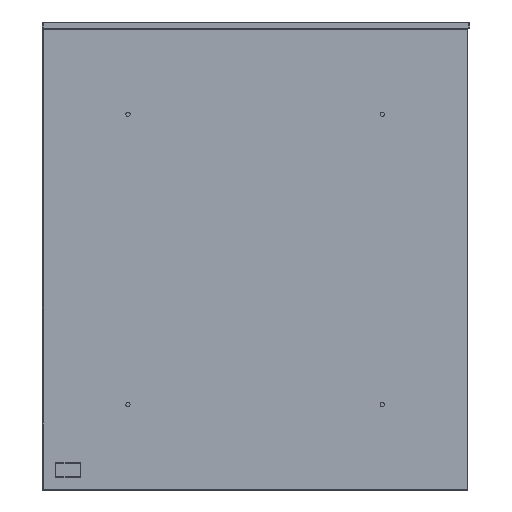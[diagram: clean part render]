
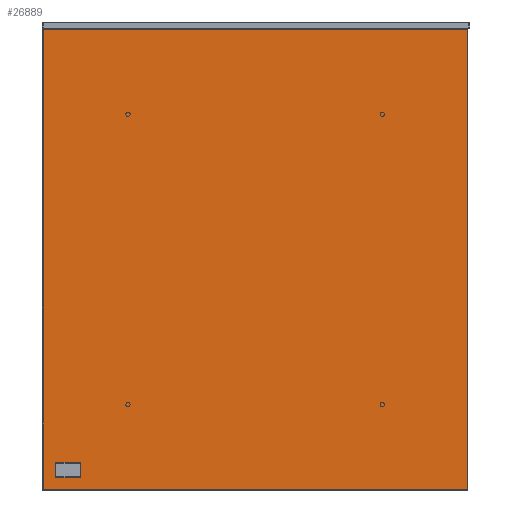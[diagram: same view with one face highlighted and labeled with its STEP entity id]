
A CAD part, left-side view. The second image highlights one B-rep face of the part: STEP entity #26889.
In plain terms, the highlighted planar face has unit normal (-1, 0, 0).
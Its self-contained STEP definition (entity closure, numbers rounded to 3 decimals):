
#26528=CARTESIAN_POINT('',(-3723.565,5493.44,-59.131));
#26529=VERTEX_POINT('',#26528);
#26530=CARTESIAN_POINT('',(-3723.565,5493.44,-596.869));
#26531=VERTEX_POINT('',#26530);
#26532=CARTESIAN_POINT('',(-3723.565,5493.44,-59.131));
#26533=DIRECTION('',(0.0,0.0,-1.0));
#26534=VECTOR('',#26533,537.737);
#26535=LINE('',#26532,#26534);
#26536=EDGE_CURVE('',#26529,#26531,#26535,.T.);
#26568=CARTESIAN_POINT('',(-3723.565,5493.771,-597.2));
#26569=VERTEX_POINT('',#26568);
#26570=CARTESIAN_POINT('',(-3723.565,5493.44,-596.869));
#26571=DIRECTION('',(0.0,0.707,-0.707));
#26572=VECTOR('',#26571,0.469);
#26573=LINE('',#26570,#26572);
#26574=EDGE_CURVE('',#26531,#26569,#26573,.T.);
#26599=CARTESIAN_POINT('',(-3723.565,5989.508,-597.2));
#26600=VERTEX_POINT('',#26599);
#26601=CARTESIAN_POINT('',(-3723.565,5493.771,-597.2));
#26602=DIRECTION('',(0.0,1.0,0.0));
#26603=VECTOR('',#26602,495.737);
#26604=LINE('',#26601,#26603);
#26605=EDGE_CURVE('',#26569,#26600,#26604,.T.);
#26639=CARTESIAN_POINT('',(-3723.565,5989.84,-596.869));
#26640=VERTEX_POINT('',#26639);
#26641=CARTESIAN_POINT('',(-3723.565,5989.508,-597.2));
#26642=DIRECTION('',(0.0,0.707,0.707));
#26643=VECTOR('',#26642,0.469);
#26644=LINE('',#26641,#26643);
#26645=EDGE_CURVE('',#26600,#26640,#26644,.T.);
#26670=CARTESIAN_POINT('',(-3723.565,5989.84,-59.131));
#26671=VERTEX_POINT('',#26670);
#26672=CARTESIAN_POINT('',(-3723.565,5989.84,-596.869));
#26673=DIRECTION('',(0.0,0.0,1.0));
#26674=VECTOR('',#26673,537.737);
#26675=LINE('',#26672,#26674);
#26676=EDGE_CURVE('',#26640,#26671,#26675,.T.);
#26701=CARTESIAN_POINT('',(-3723.565,5989.508,-58.8));
#26702=VERTEX_POINT('',#26701);
#26703=CARTESIAN_POINT('',(-3723.565,5989.84,-59.131));
#26704=DIRECTION('',(0.0,-0.707,0.707));
#26705=VECTOR('',#26704,0.469);
#26706=LINE('',#26703,#26705);
#26707=EDGE_CURVE('',#26671,#26702,#26706,.T.);
#26732=CARTESIAN_POINT('',(-3723.565,5493.771,-58.8));
#26733=VERTEX_POINT('',#26732);
#26734=CARTESIAN_POINT('',(-3723.565,5989.508,-58.8));
#26735=DIRECTION('',(0.0,-1.0,0.0));
#26736=VECTOR('',#26735,495.737);
#26737=LINE('',#26734,#26736);
#26738=EDGE_CURVE('',#26702,#26733,#26737,.T.);
#26761=CARTESIAN_POINT('',(-3723.565,5493.771,-58.8));
#26762=DIRECTION('',(0.0,-0.707,-0.707));
#26763=VECTOR('',#26762,0.469);
#26764=LINE('',#26761,#26763);
#26765=EDGE_CURVE('',#26733,#26529,#26764,.T.);
#26874=CARTESIAN_POINT('',(-3723.565,5741.64,-597.201));
#26875=DIRECTION('',(-1.0,0.0,0.0));
#26876=DIRECTION('',(0.0,0.0,1.0));
#26877=AXIS2_PLACEMENT_3D('',#26874,#26875,#26876);
#26878=PLANE('',#26877);
#26879=ORIENTED_EDGE('',*,*,#26536,.F.);
#26880=ORIENTED_EDGE('',*,*,#26765,.F.);
#26881=ORIENTED_EDGE('',*,*,#26738,.F.);
#26882=ORIENTED_EDGE('',*,*,#26707,.F.);
#26883=ORIENTED_EDGE('',*,*,#26676,.F.);
#26884=ORIENTED_EDGE('',*,*,#26645,.F.);
#26885=ORIENTED_EDGE('',*,*,#26605,.F.);
#26886=ORIENTED_EDGE('',*,*,#26574,.F.);
#26887=EDGE_LOOP('',(#26879,#26880,#26881,#26882,#26883,#26884,#26885,#26886));
#26888=FACE_OUTER_BOUND('',#26887,.T.);
#26889=ADVANCED_FACE('',(#26888),#26878,.T.);
